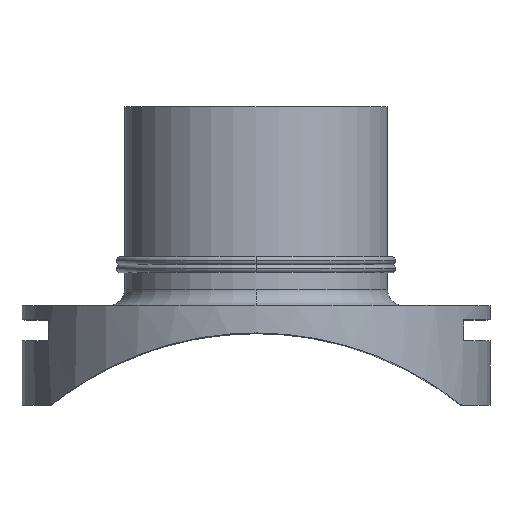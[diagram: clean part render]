
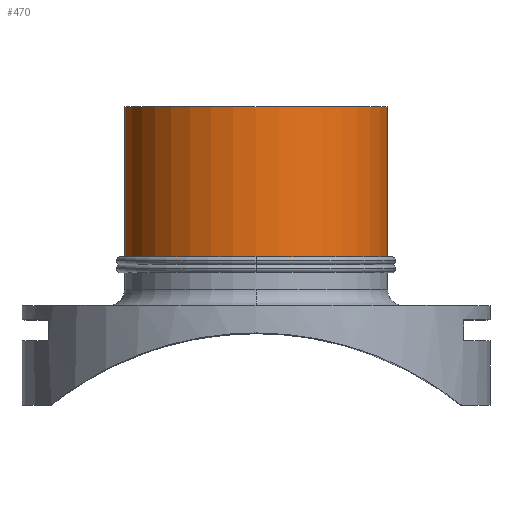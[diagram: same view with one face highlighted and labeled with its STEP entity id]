
A CAD part, top view. The second image highlights one B-rep face of the part: STEP entity #470.
In plain terms, the highlighted cylindrical face has radius 112.5 mm (diameter 225 mm), a partial arc.
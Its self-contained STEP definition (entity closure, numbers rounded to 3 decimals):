
#258 = VERTEX_POINT( '', #742 );
#264 = EDGE_CURVE( '', #600, #464, #748, .T. );
#286 = EDGE_CURVE( '', #258, #640, #770, .T. );
#464 = VERTEX_POINT( '', #964 );
#470 = ADVANCED_FACE( '', ( #970 ), #971, .T. );
#508 = EDGE_CURVE( '', #640, #600, #1015, .T. );
#574 = EDGE_CURVE( '', #700, #258, #1092, .T. );
#600 = VERTEX_POINT( '', #1121 );
#622 = EDGE_CURVE( '', #464, #700, #1146, .T. );
#640 = VERTEX_POINT( '', #1166 );
#700 = VERTEX_POINT( '', #1237 );
#742 = CARTESIAN_POINT( '', ( 112.5, 255., 0. ) );
#748 = CIRCLE( '', #1280, 112.5 );
#770 = CIRCLE( '', #1310, 112.5 );
#964 = CARTESIAN_POINT( '', ( 0., 123.375, 112.5 ) );
#970 = FACE_OUTER_BOUND( '', #1626, .T. );
#971 = CYLINDRICAL_SURFACE( '', #1627, 112.5 );
#1015 = LINE( '', #1750, #1751 );
#1092 = LINE( '', #1908, #1909 );
#1121 = CARTESIAN_POINT( '', ( -112.5, 123.375, 0. ) );
#1146 = CIRCLE( '', #1981, 112.5 );
#1166 = CARTESIAN_POINT( '', ( -112.5, 255., 0. ) );
#1237 = CARTESIAN_POINT( '', ( 112.5, 123.375, 0. ) );
#1280 = AXIS2_PLACEMENT_3D( '', #2204, #2205, #2206 );
#1310 = AXIS2_PLACEMENT_3D( '', #2213, #2214, #2215 );
#1626 = EDGE_LOOP( '', ( #2436, #2437, #2438, #2439, #2440 ) );
#1627 = AXIS2_PLACEMENT_3D( '', #2441, #2442, #2443 );
#1750 = CARTESIAN_POINT( '', ( -112.5, 176.833, 0. ) );
#1751 = VECTOR( '', #2519, 1. );
#1908 = CARTESIAN_POINT( '', ( 112.5, 176.833, 0. ) );
#1909 = VECTOR( '', #2634, 1. );
#1981 = AXIS2_PLACEMENT_3D( '', #2725, #2726, #2727 );
#2204 = CARTESIAN_POINT( '', ( 0., 123.375, 0. ) );
#2205 = DIRECTION( '', ( 0., 1., 0. ) );
#2206 = DIRECTION( '', ( -1., 0., 0. ) );
#2213 = CARTESIAN_POINT( '', ( 0., 255., 0. ) );
#2214 = DIRECTION( '', ( 0., -1., 0. ) );
#2215 = DIRECTION( '', ( -1., 0., 0. ) );
#2436 = ORIENTED_EDGE( '', *, *, #508, .T. );
#2437 = ORIENTED_EDGE( '', *, *, #264, .T. );
#2438 = ORIENTED_EDGE( '', *, *, #622, .T. );
#2439 = ORIENTED_EDGE( '', *, *, #574, .T. );
#2440 = ORIENTED_EDGE( '', *, *, #286, .T. );
#2441 = CARTESIAN_POINT( '', ( 0., 176.833, 0. ) );
#2442 = DIRECTION( '', ( 0., 1., 0. ) );
#2443 = DIRECTION( '', ( -1., 0., 0. ) );
#2519 = DIRECTION( '', ( 0., -1., 0. ) );
#2634 = DIRECTION( '', ( 0., 1., 0. ) );
#2725 = CARTESIAN_POINT( '', ( 0., 123.375, 0. ) );
#2726 = DIRECTION( '', ( 0., 1., 0. ) );
#2727 = DIRECTION( '', ( -1., 0., 0. ) );
